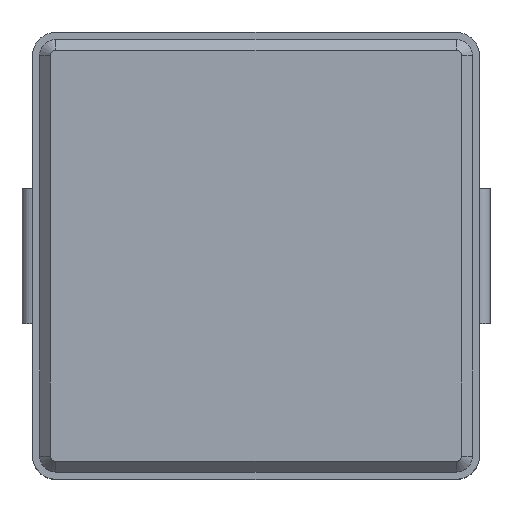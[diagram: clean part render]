
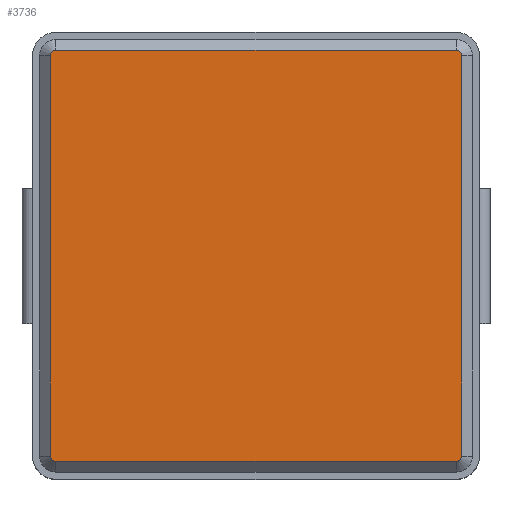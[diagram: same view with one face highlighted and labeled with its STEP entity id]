
A CAD part, top view. The second image highlights one B-rep face of the part: STEP entity #3736.
In plain terms, the highlighted planar face has unit normal (0, 0, 1).
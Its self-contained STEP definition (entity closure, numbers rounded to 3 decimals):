
#100 = CARTESIAN_POINT ( 'NONE',  ( 0., 0., 6.5 ) ) ;
#139 = CARTESIAN_POINT ( 'NONE',  ( -5.8, 5.65, 6.5 ) ) ;
#213 = CARTESIAN_POINT ( 'NONE',  ( 5.65, -5.65, 6.5 ) ) ;
#359 = VERTEX_POINT ( 'NONE', #717 ) ;
#619 = CARTESIAN_POINT ( 'NONE',  ( 5.65, 5.65, 6.5 ) ) ;
#717 = CARTESIAN_POINT ( 'NONE',  ( 5.65, 5.8, 6.5 ) ) ;
#909 = CARTESIAN_POINT ( 'NONE',  ( -5.65, -5.8, 6.5 ) ) ;
#1221 = CARTESIAN_POINT ( 'NONE',  ( 5.8, -5.65, 6.5 ) ) ;
#1350 = CARTESIAN_POINT ( 'NONE',  ( 5.65, -5.8, 6.5 ) ) ;
#1458 = DIRECTION ( 'NONE',  ( 0., -1., 0. ) ) ;
#1605 = VECTOR ( 'NONE', #13798, 1000. ) ;
#1673 = DIRECTION ( 'NONE',  ( 0., 0., 1. ) ) ;
#1725 = ORIENTED_EDGE ( 'NONE', *, *, #5623, .T. ) ;
#1998 = EDGE_CURVE ( 'NONE', #12542, #12253, #6586, .T. ) ;
#2139 = CIRCLE ( 'NONE', #6196, 0.15 ) ;
#2231 = VERTEX_POINT ( 'NONE', #5177 ) ;
#2351 = AXIS2_PLACEMENT_3D ( 'NONE', #619, #1673, #11158 ) ;
#2390 = VERTEX_POINT ( 'NONE', #5235 ) ;
#3105 = DIRECTION ( 'NONE',  ( 1., 0., 0. ) ) ;
#3196 = EDGE_CURVE ( 'NONE', #7606, #359, #9060, .T. ) ;
#3736 = ADVANCED_FACE ( 'NONE', ( #12487 ), #10401, .T. ) ;
#3782 = CIRCLE ( 'NONE', #11386, 0.15 ) ;
#3783 = AXIS2_PLACEMENT_3D ( 'NONE', #8345, #11577, #3105 ) ;
#4016 = CARTESIAN_POINT ( 'NONE',  ( -5.8, -5.65, 6.5 ) ) ;
#4297 = LINE ( 'NONE', #8540, #9886 ) ;
#4489 = DIRECTION ( 'NONE',  ( 1., 0., 0. ) ) ;
#4671 = DIRECTION ( 'NONE',  ( 0., 1., 0. ) ) ;
#5177 = CARTESIAN_POINT ( 'NONE',  ( -5.65, 5.8, 6.5 ) ) ;
#5200 = EDGE_CURVE ( 'NONE', #2231, #12542, #2139, .T. ) ;
#5235 = CARTESIAN_POINT ( 'NONE',  ( -5.65, -5.8, 6.5 ) ) ;
#5623 = EDGE_CURVE ( 'NONE', #12253, #2390, #8004, .T. ) ;
#6196 = AXIS2_PLACEMENT_3D ( 'NONE', #8448, #12804, #13697 ) ;
#6214 = ORIENTED_EDGE ( 'NONE', *, *, #1998, .T. ) ;
#6290 = CARTESIAN_POINT ( 'NONE',  ( -5.8, 5.65, 6.5 ) ) ;
#6397 = DIRECTION ( 'NONE',  ( -1., 0., 0. ) ) ;
#6562 = EDGE_CURVE ( 'NONE', #9911, #7606, #10761, .T. ) ;
#6586 = LINE ( 'NONE', #139, #12735 ) ;
#6937 = EDGE_LOOP ( 'NONE', ( #6214, #1725, #11270, #8374, #8834, #13305, #11750, #6954 ) ) ;
#6954 = ORIENTED_EDGE ( 'NONE', *, *, #5200, .T. ) ;
#7606 = VERTEX_POINT ( 'NONE', #9883 ) ;
#7607 = DIRECTION ( 'NONE',  ( 0., 0., 1. ) ) ;
#7682 = CARTESIAN_POINT ( 'NONE',  ( 5.8, -5.65, 6.5 ) ) ;
#8004 = CIRCLE ( 'NONE', #3783, 0.15 ) ;
#8047 = AXIS2_PLACEMENT_3D ( 'NONE', #100, #8700, #8557 ) ;
#8327 = LINE ( 'NONE', #909, #1605 ) ;
#8345 = CARTESIAN_POINT ( 'NONE',  ( -5.65, -5.65, 6.5 ) ) ;
#8374 = ORIENTED_EDGE ( 'NONE', *, *, #9907, .T. ) ;
#8448 = CARTESIAN_POINT ( 'NONE',  ( -5.65, 5.65, 6.5 ) ) ;
#8540 = CARTESIAN_POINT ( 'NONE',  ( 5.65, 5.8, 6.5 ) ) ;
#8557 = DIRECTION ( 'NONE',  ( 1., 0., 0. ) ) ;
#8700 = DIRECTION ( 'NONE',  ( 0., 0., 1. ) ) ;
#8834 = ORIENTED_EDGE ( 'NONE', *, *, #6562, .T. ) ;
#8868 = VECTOR ( 'NONE', #4671, 1000. ) ;
#9060 = CIRCLE ( 'NONE', #2351, 0.15 ) ;
#9883 = CARTESIAN_POINT ( 'NONE',  ( 5.8, 5.65, 6.5 ) ) ;
#9886 = VECTOR ( 'NONE', #6397, 1000. ) ;
#9907 = EDGE_CURVE ( 'NONE', #12840, #9911, #3782, .T. ) ;
#9911 = VERTEX_POINT ( 'NONE', #7682 ) ;
#10401 = PLANE ( 'NONE',  #8047 ) ;
#10761 = LINE ( 'NONE', #1221, #8868 ) ;
#11158 = DIRECTION ( 'NONE',  ( 1., 0., 0. ) ) ;
#11270 = ORIENTED_EDGE ( 'NONE', *, *, #12174, .T. ) ;
#11386 = AXIS2_PLACEMENT_3D ( 'NONE', #213, #7607, #4489 ) ;
#11577 = DIRECTION ( 'NONE',  ( 0., 0., 1. ) ) ;
#11750 = ORIENTED_EDGE ( 'NONE', *, *, #12193, .T. ) ;
#12174 = EDGE_CURVE ( 'NONE', #2390, #12840, #8327, .T. ) ;
#12193 = EDGE_CURVE ( 'NONE', #359, #2231, #4297, .T. ) ;
#12253 = VERTEX_POINT ( 'NONE', #4016 ) ;
#12487 = FACE_OUTER_BOUND ( 'NONE', #6937, .T. ) ;
#12542 = VERTEX_POINT ( 'NONE', #6290 ) ;
#12735 = VECTOR ( 'NONE', #1458, 1000. ) ;
#12804 = DIRECTION ( 'NONE',  ( 0., 0., 1. ) ) ;
#12840 = VERTEX_POINT ( 'NONE', #1350 ) ;
#13305 = ORIENTED_EDGE ( 'NONE', *, *, #3196, .T. ) ;
#13697 = DIRECTION ( 'NONE',  ( 1., 0., 0. ) ) ;
#13798 = DIRECTION ( 'NONE',  ( 1., 0., 0. ) ) ;
